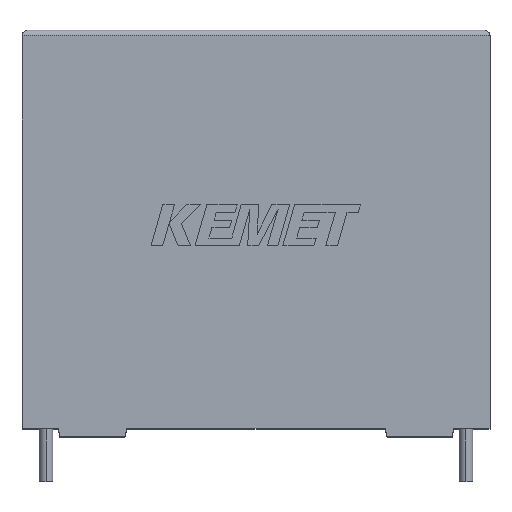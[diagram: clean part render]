
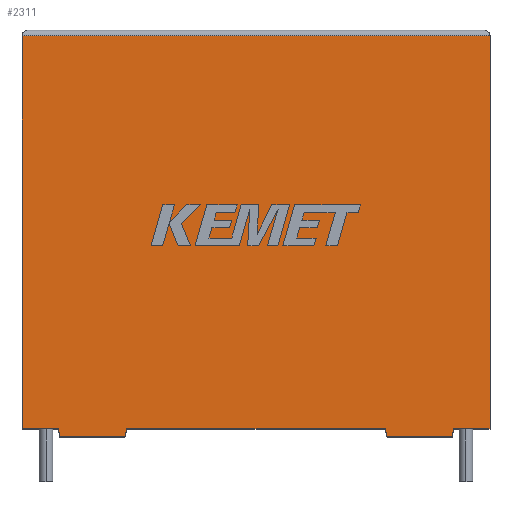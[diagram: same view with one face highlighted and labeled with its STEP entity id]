
A CAD part, top view. The second image highlights one B-rep face of the part: STEP entity #2311.
In plain terms, the highlighted planar face has unit normal (0, 0, 1).
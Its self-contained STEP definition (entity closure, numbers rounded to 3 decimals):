
#70 = ORIENTED_EDGE ( 'NONE', *, *, #1582, .T. ) ;
#80 = DIRECTION ( 'NONE',  ( 1., 0., 0. ) ) ;
#84 = LINE ( 'NONE', #606, #2615 ) ;
#93 = DIRECTION ( 'NONE',  ( 1., 0., 0. ) ) ;
#232 = DIRECTION ( 'NONE',  ( 1., 0., 0. ) ) ;
#236 = EDGE_CURVE ( 'NONE', #2668, #1333, #2171, .T. ) ;
#243 = LINE ( 'NONE', #590, #825 ) ;
#254 = VECTOR ( 'NONE', #93, 1000. ) ;
#256 = CARTESIAN_POINT ( 'NONE',  ( 32.603, -0.726, 27.3 ) ) ;
#264 = VERTEX_POINT ( 'NONE', #256 ) ;
#305 = CARTESIAN_POINT ( 'NONE',  ( 0., 0., 27.3 ) ) ;
#316 = ORIENTED_EDGE ( 'NONE', *, *, #1686, .T. ) ;
#357 = VECTOR ( 'NONE', #80, 1000. ) ;
#377 = VECTOR ( 'NONE', #1952, 1000. ) ;
#398 = VERTEX_POINT ( 'NONE', #2788 ) ;
#424 = VERTEX_POINT ( 'NONE', #1761 ) ;
#442 = LINE ( 'NONE', #305, #357 ) ;
#493 = AXIS2_PLACEMENT_3D ( 'NONE', #1788, #1745, #2280 ) ;
#552 = LINE ( 'NONE', #2405, #3071 ) ;
#554 = DIRECTION ( 'NONE',  ( -1., 0., 0. ) ) ;
#555 = CARTESIAN_POINT ( 'NONE',  ( 9.197, -0.726, 27.3 ) ) ;
#590 = CARTESIAN_POINT ( 'NONE',  ( 0., 0., 27.3 ) ) ;
#606 = CARTESIAN_POINT ( 'NONE',  ( 41.8, 0., 27.3 ) ) ;
#651 = VERTEX_POINT ( 'NONE', #3106 ) ;
#652 = CARTESIAN_POINT ( 'NONE',  ( 9.347, 0., 27.3 ) ) ;
#666 = CARTESIAN_POINT ( 'NONE',  ( 38.563, 0., 27.3 ) ) ;
#789 = EDGE_CURVE ( 'NONE', #398, #424, #2434, .T. ) ;
#800 = VECTOR ( 'NONE', #554, 1000. ) ;
#812 = VERTEX_POINT ( 'NONE', #666 ) ;
#825 = VECTOR ( 'NONE', #3089, 1000. ) ;
#831 = EDGE_LOOP ( 'NONE', ( #1102, #3033, #70, #316, #1603, #2787, #2881, #1839, #3171, #3170, #927, #1278 ) ) ;
#875 = LINE ( 'NONE', #2864, #3194 ) ;
#901 = LINE ( 'NONE', #2695, #2337 ) ;
#912 = LINE ( 'NONE', #3099, #254 ) ;
#920 = CARTESIAN_POINT ( 'NONE',  ( 38.563, 0., 27.3 ) ) ;
#927 = ORIENTED_EDGE ( 'NONE', *, *, #2682, .F. ) ;
#930 = CARTESIAN_POINT ( 'NONE',  ( 3.387, -0.726, 27.3 ) ) ;
#956 = CARTESIAN_POINT ( 'NONE',  ( 32.453, 0., 27.3 ) ) ;
#1000 = EDGE_CURVE ( 'NONE', #812, #1859, #442, .T. ) ;
#1006 = EDGE_CURVE ( 'NONE', #2001, #1192, #875, .T. ) ;
#1008 = EDGE_CURVE ( 'NONE', #424, #2668, #2813, .T. ) ;
#1075 = VECTOR ( 'NONE', #1884, 1000. ) ;
#1102 = ORIENTED_EDGE ( 'NONE', *, *, #1666, .T. ) ;
#1192 = VERTEX_POINT ( 'NONE', #2702 ) ;
#1278 = ORIENTED_EDGE ( 'NONE', *, *, #1000, .T. ) ;
#1323 = DIRECTION ( 'NONE',  ( 0., 1., 0. ) ) ;
#1333 = VERTEX_POINT ( 'NONE', #956 ) ;
#1550 = CARTESIAN_POINT ( 'NONE',  ( 0., 0., 27.3 ) ) ;
#1552 = CARTESIAN_POINT ( 'NONE',  ( 38.413, -0.726, 27.3 ) ) ;
#1582 = EDGE_CURVE ( 'NONE', #1192, #2177, #243, .T. ) ;
#1603 = ORIENTED_EDGE ( 'NONE', *, *, #2686, .T. ) ;
#1659 = DIRECTION ( 'NONE',  ( -1., 0., 0. ) ) ;
#1666 = EDGE_CURVE ( 'NONE', #1859, #2001, #84, .T. ) ;
#1686 = EDGE_CURVE ( 'NONE', #2177, #651, #912, .T. ) ;
#1745 = DIRECTION ( 'NONE',  ( 0., 0., -1. ) ) ;
#1751 = CARTESIAN_POINT ( 'NONE',  ( 41.8, 35.074, 27.3 ) ) ;
#1761 = CARTESIAN_POINT ( 'NONE',  ( 9.197, -0.726, 27.3 ) ) ;
#1788 = CARTESIAN_POINT ( 'NONE',  ( 0., 0., 27.3 ) ) ;
#1822 = EDGE_CURVE ( 'NONE', #264, #1333, #552, .T. ) ;
#1839 = ORIENTED_EDGE ( 'NONE', *, *, #236, .T. ) ;
#1859 = VERTEX_POINT ( 'NONE', #2707 ) ;
#1884 = DIRECTION ( 'NONE',  ( 0.202, 0.979, 0. ) ) ;
#1952 = DIRECTION ( 'NONE',  ( -0.202, -0.979, 0. ) ) ;
#2001 = VERTEX_POINT ( 'NONE', #1751 ) ;
#2030 = VERTEX_POINT ( 'NONE', #2977 ) ;
#2109 = LINE ( 'NONE', #920, #377 ) ;
#2121 = LINE ( 'NONE', #1552, #800 ) ;
#2149 = FACE_OUTER_BOUND ( 'NONE', #831, .T. ) ;
#2171 = LINE ( 'NONE', #2505, #2327 ) ;
#2177 = VERTEX_POINT ( 'NONE', #1550 ) ;
#2194 = DIRECTION ( 'NONE',  ( 1., 0., 0. ) ) ;
#2205 = VECTOR ( 'NONE', #2194, 1000. ) ;
#2227 = DIRECTION ( 'NONE',  ( -0.202, 0.979, 0. ) ) ;
#2280 = DIRECTION ( 'NONE',  ( -1., 0., 0. ) ) ;
#2311 = ADVANCED_FACE ( 'NONE', ( #2149 ), #2551, .F. ) ;
#2327 = VECTOR ( 'NONE', #232, 1000. ) ;
#2337 = VECTOR ( 'NONE', #3181, 1000. ) ;
#2405 = CARTESIAN_POINT ( 'NONE',  ( 32.603, -0.726, 27.3 ) ) ;
#2434 = LINE ( 'NONE', #930, #2205 ) ;
#2505 = CARTESIAN_POINT ( 'NONE',  ( 0., 0., 27.3 ) ) ;
#2551 = PLANE ( 'NONE',  #493 ) ;
#2615 = VECTOR ( 'NONE', #1323, 1000. ) ;
#2668 = VERTEX_POINT ( 'NONE', #652 ) ;
#2682 = EDGE_CURVE ( 'NONE', #812, #2030, #2109, .T. ) ;
#2686 = EDGE_CURVE ( 'NONE', #651, #398, #901, .T. ) ;
#2695 = CARTESIAN_POINT ( 'NONE',  ( 3.237, 0., 27.3 ) ) ;
#2702 = CARTESIAN_POINT ( 'NONE',  ( 0., 35.074, 27.3 ) ) ;
#2707 = CARTESIAN_POINT ( 'NONE',  ( 41.8, 0., 27.3 ) ) ;
#2787 = ORIENTED_EDGE ( 'NONE', *, *, #789, .T. ) ;
#2788 = CARTESIAN_POINT ( 'NONE',  ( 3.387, -0.726, 27.3 ) ) ;
#2813 = LINE ( 'NONE', #555, #1075 ) ;
#2864 = CARTESIAN_POINT ( 'NONE',  ( 0., 35.074, 27.3 ) ) ;
#2881 = ORIENTED_EDGE ( 'NONE', *, *, #1008, .T. ) ;
#2977 = CARTESIAN_POINT ( 'NONE',  ( 38.413, -0.726, 27.3 ) ) ;
#3033 = ORIENTED_EDGE ( 'NONE', *, *, #1006, .T. ) ;
#3071 = VECTOR ( 'NONE', #2227, 1000. ) ;
#3089 = DIRECTION ( 'NONE',  ( 0., -1., 0. ) ) ;
#3099 = CARTESIAN_POINT ( 'NONE',  ( 0., 0., 27.3 ) ) ;
#3106 = CARTESIAN_POINT ( 'NONE',  ( 3.237, 0., 27.3 ) ) ;
#3170 = ORIENTED_EDGE ( 'NONE', *, *, #3175, .F. ) ;
#3171 = ORIENTED_EDGE ( 'NONE', *, *, #1822, .F. ) ;
#3175 = EDGE_CURVE ( 'NONE', #2030, #264, #2121, .T. ) ;
#3181 = DIRECTION ( 'NONE',  ( 0.202, -0.979, 0. ) ) ;
#3194 = VECTOR ( 'NONE', #1659, 1000. ) ;
